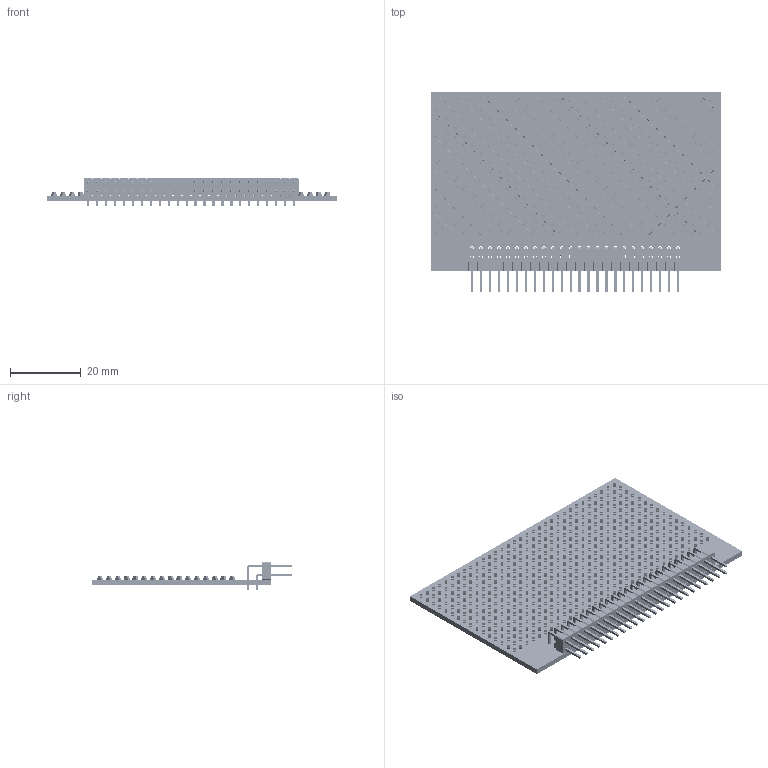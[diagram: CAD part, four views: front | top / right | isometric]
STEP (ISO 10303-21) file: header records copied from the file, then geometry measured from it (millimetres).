
FILE_DESCRIPTION(('KiCad electronic assembly'),'2;1');
FILE_NAME('Matrix.step','2024-11-04T00:11:19',('Pcbnew'),('Kicad'), 'Open CASCADE STEP processor 7.8','KiCad to STEP converter','Unknown' );
FILE_SCHEMA(('AUTOMOTIVE_DESIGN { 1 0 10303 214 1 1 1 1 }'));
Length unit declared in the file: millimetre
Products named in the file (6): Matrix 1; LED_0603_1608Metric; PinHeader_2x24_P2.54mm_Horizontal; PinHeader_2x24_P254mm_Horizontal; Matrix_PCB
Assembly tree (516 placements, depth 3):
  Matrix 1
    LED_0603_1608Metric  x512
      LED_0603_1608Metric
    PinHeader_2x24_P2.54mm_Horizontal
      PinHeader_2x24_P254mm_Horizontal
    Matrix_PCB
Bounding box: 82.3 x 56.84 x 8.08 mm (x, y, z)
Volume: 8243.2 mm3; surface area: 15249.5 mm2
Topology: 514 solids, 514 shells, 26810 faces, 71042 edges, 45868 vertices
Faces by surface type: plane 22618, cylinder 4192
Full cylindrical faces by diameter (mm): 1 x48
Entity records: 48728 total; most frequent: DIRECTION 6841, CARTESIAN_POINT 6778, ORIENTED_EDGE 6158, EDGE_CURVE 3079, LINE 2871, VECTOR 2871, AXIS2_PLACEMENT_3D 1985, VERTEX_POINT 1922
